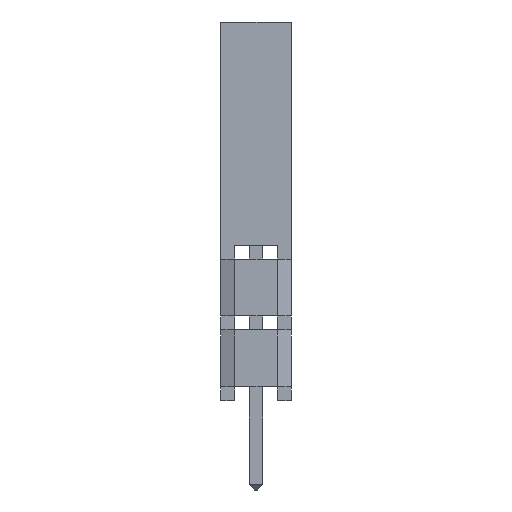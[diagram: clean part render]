
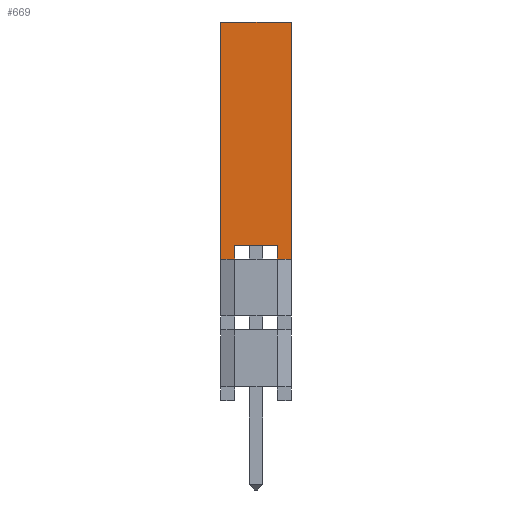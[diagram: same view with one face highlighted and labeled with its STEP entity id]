
A CAD part, left-side view. The second image highlights one B-rep face of the part: STEP entity #669.
In plain terms, the highlighted planar face has unit normal (-1, 0, 0).
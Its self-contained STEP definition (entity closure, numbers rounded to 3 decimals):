
#21 = EDGE_CURVE('',#22,#24,#26,.T.);
#22 = VERTEX_POINT('',#23);
#23 = CARTESIAN_POINT('',(-1.27,-1.27,13.58));
#24 = VERTEX_POINT('',#25);
#25 = CARTESIAN_POINT('',(-1.27,1.27,13.58));
#26 = LINE('',#27,#28);
#27 = CARTESIAN_POINT('',(-1.27,-1.27,13.58));
#28 = VECTOR('',#29,1.);
#29 = DIRECTION('',(0.,1.,0.));
#669 = ADVANCED_FACE('',(#670),#727,.F.);
#670 = FACE_BOUND('',#671,.F.);
#671 = EDGE_LOOP('',(#672,#673,#681,#689,#697,#705,#713,#721));
#672 = ORIENTED_EDGE('',*,*,#21,.F.);
#673 = ORIENTED_EDGE('',*,*,#674,.F.);
#674 = EDGE_CURVE('',#675,#22,#677,.T.);
#675 = VERTEX_POINT('',#676);
#676 = CARTESIAN_POINT('',(-1.27,-1.27,5.08));
#677 = LINE('',#678,#679);
#678 = CARTESIAN_POINT('',(-1.27,-1.27,5.08));
#679 = VECTOR('',#680,1.);
#680 = DIRECTION('',(0.,0.,1.));
#681 = ORIENTED_EDGE('',*,*,#682,.T.);
#682 = EDGE_CURVE('',#675,#683,#685,.T.);
#683 = VERTEX_POINT('',#684);
#684 = CARTESIAN_POINT('',(-1.27,-0.77,5.08));
#685 = LINE('',#686,#687);
#686 = CARTESIAN_POINT('',(-1.27,-1.27,5.08));
#687 = VECTOR('',#688,1.);
#688 = DIRECTION('',(0.,1.,0.));
#689 = ORIENTED_EDGE('',*,*,#690,.T.);
#690 = EDGE_CURVE('',#683,#691,#693,.T.);
#691 = VERTEX_POINT('',#692);
#692 = CARTESIAN_POINT('',(-1.27,-0.77,5.58));
#693 = LINE('',#694,#695);
#694 = CARTESIAN_POINT('',(-1.27,-0.77,5.08));
#695 = VECTOR('',#696,1.);
#696 = DIRECTION('',(0.,0.,1.));
#697 = ORIENTED_EDGE('',*,*,#698,.T.);
#698 = EDGE_CURVE('',#691,#699,#701,.T.);
#699 = VERTEX_POINT('',#700);
#700 = CARTESIAN_POINT('',(-1.27,0.77,5.58));
#701 = LINE('',#702,#703);
#702 = CARTESIAN_POINT('',(-1.27,-0.77,5.58));
#703 = VECTOR('',#704,1.);
#704 = DIRECTION('',(0.,1.,0.));
#705 = ORIENTED_EDGE('',*,*,#706,.F.);
#706 = EDGE_CURVE('',#707,#699,#709,.T.);
#707 = VERTEX_POINT('',#708);
#708 = CARTESIAN_POINT('',(-1.27,0.77,5.08));
#709 = LINE('',#710,#711);
#710 = CARTESIAN_POINT('',(-1.27,0.77,5.08));
#711 = VECTOR('',#712,1.);
#712 = DIRECTION('',(0.,0.,1.));
#713 = ORIENTED_EDGE('',*,*,#714,.T.);
#714 = EDGE_CURVE('',#707,#715,#717,.T.);
#715 = VERTEX_POINT('',#716);
#716 = CARTESIAN_POINT('',(-1.27,1.27,5.08));
#717 = LINE('',#718,#719);
#718 = CARTESIAN_POINT('',(-1.27,-1.27,5.08));
#719 = VECTOR('',#720,1.);
#720 = DIRECTION('',(0.,1.,0.));
#721 = ORIENTED_EDGE('',*,*,#722,.T.);
#722 = EDGE_CURVE('',#715,#24,#723,.T.);
#723 = LINE('',#724,#725);
#724 = CARTESIAN_POINT('',(-1.27,1.27,5.08));
#725 = VECTOR('',#726,1.);
#726 = DIRECTION('',(0.,0.,1.));
#727 = PLANE('',#728);
#728 = AXIS2_PLACEMENT_3D('',#729,#730,#731);
#729 = CARTESIAN_POINT('',(-1.27,-1.27,5.08));
#730 = DIRECTION('',(1.,0.,0.));
#731 = DIRECTION('',(0.,0.,1.));
